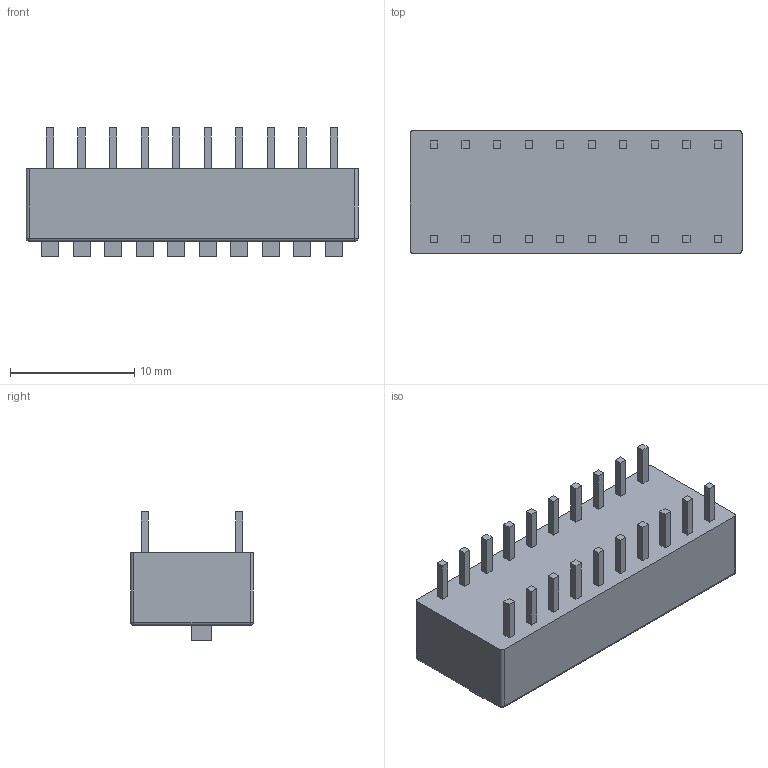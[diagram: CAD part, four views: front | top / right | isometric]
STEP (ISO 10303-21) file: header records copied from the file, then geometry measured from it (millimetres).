
FILE_DESCRIPTION (( 'STEP AP203' ), '1' );
FILE_NAME ('Dip Switch 10.STEP', '2019-12-21T11:54:50', ( '' ), ( '' ), 'SwSTEP 2.0', 'SolidWorks 2017', '' );
FILE_SCHEMA (( 'CONFIG_CONTROL_DESIGN' ));
Length unit declared in the file: millimetre
Products named in the file (1): Dip Switch 10
Bounding box: 26.76 x 9.9 x 10.35 mm (x, y, z)
Volume: 1596.9 mm3; surface area: 1474.3 mm2
Topology: 21 solids, 21 shells, 288 faces, 640 edges, 420 vertices
Faces by surface type: plane 276, cylinder 8, sphere 4
Entity records: 7797 total; most frequent: CARTESIAN_POINT 1345, ORIENTED_EDGE 1272, DIRECTION 1230, EDGE_CURVE 636, VECTOR 620, LINE 620, VERTEX_POINT 420, EDGE_LOOP 318
